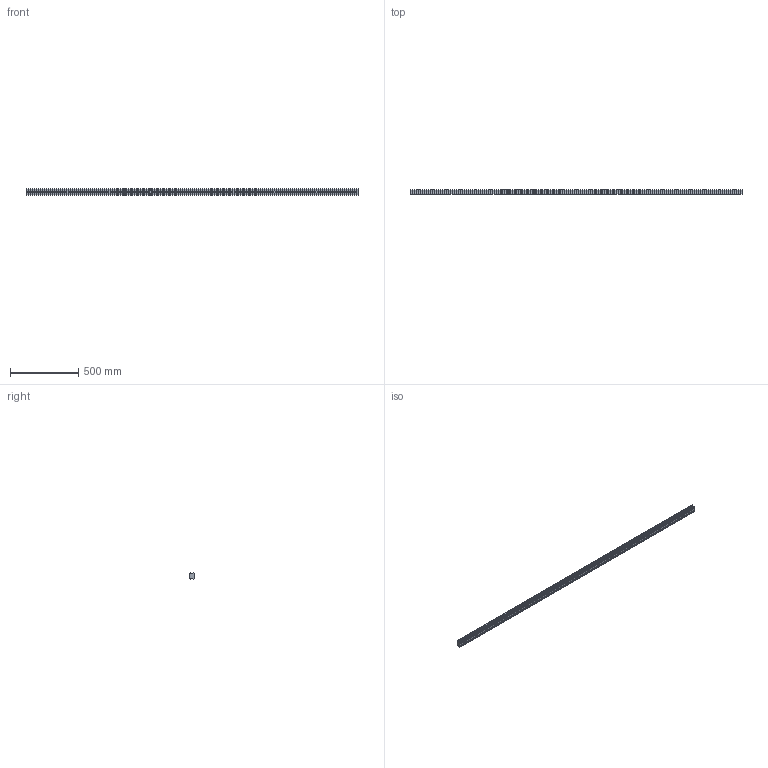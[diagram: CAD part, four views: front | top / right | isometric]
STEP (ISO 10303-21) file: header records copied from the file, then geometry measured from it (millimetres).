
FILE_DESCRIPTION (( 'STEP AP214' ), '1' );
FILE_NAME ('SHS45C1SS-2430L_G60_0_B-PT18_1145_0_0_0_1.STEP', '2021-06-24T08:43:37', ( '' ), ( '' ), 'SwSTEP 2.0', 'SolidWorks 2021', '' );
FILE_SCHEMA (( 'AUTOMOTIVE_DESIGN' ));
Length unit declared in the file: millimetre
Products named in the file (2): _SHS45C243060 Track; SHS45C1SS-2430L_G60_0_B-PT18_1145_0_0_0_1
Assembly tree (1 placements, depth 2):
  SHS45C1SS-2430L_G60_0_B-PT18_1145_0_0_0_1
    _SHS45C243060 Track
Bounding box: 2430 x 32 x 45 mm (x, y, z)
Volume: 3035822 mm3; surface area: 413452 mm2
Topology: 1 solids, 1 shells, 182 faces, 448 edges, 268 vertices
Faces by surface type: cylinder 112, plane 70
Entity records: 5518 total; most frequent: DIRECTION 1044, CARTESIAN_POINT 902, ORIENTED_EDGE 896, EDGE_CURVE 448, AXIS2_PLACEMENT_3D 410, VERTEX_POINT 268, EDGE_LOOP 228, CIRCLE 224
